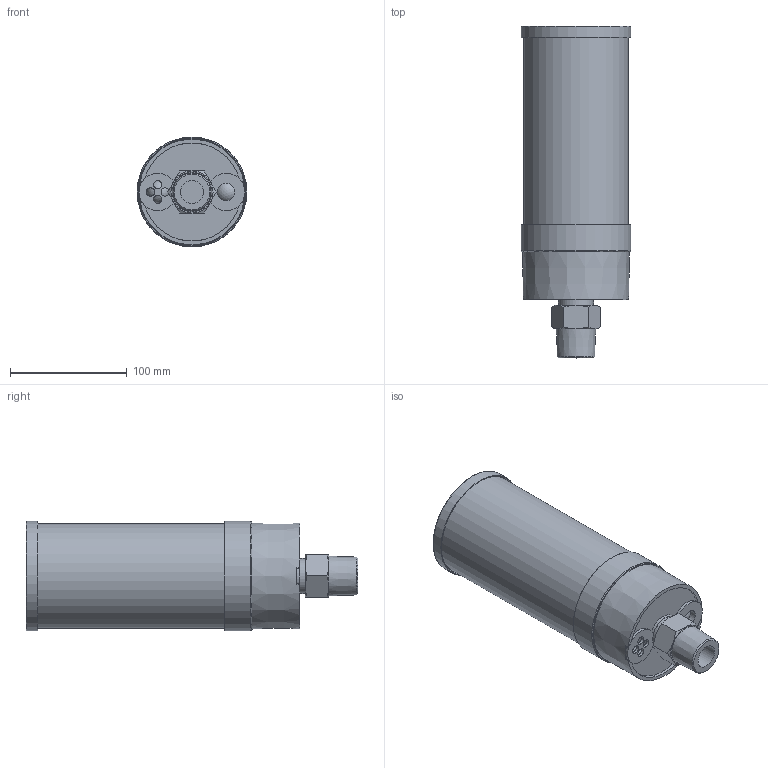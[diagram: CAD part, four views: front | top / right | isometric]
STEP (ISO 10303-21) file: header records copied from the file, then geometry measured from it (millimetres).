
FILE_DESCRIPTION (( 'STEP AP214' ), '1' );
FILE_NAME ('05.0020.90 VV-DV_2L_F_11_P3_XC_N1m.STEP', '2023-01-18T15:52:00', ( '' ), ( '' ), 'SwSTEP 2.0', 'SolidWorks 2020', '' );
FILE_SCHEMA (( 'AUTOMOTIVE_DESIGN' ));
Length unit declared in the file: millimetre
Products named in the file (1): 05.0020.90 VV-DV_2L_F_11_P3_XC_N1m
Bounding box: 94 x 284 x 94 mm (x, y, z)
Volume: 381797.8 mm3; surface area: 241402.6 mm2
Topology: 11 solids, 13 shells, 377 faces, 947 edges, 623 vertices
Faces by surface type: plane 183, cone 98, cylinder 71, torus 11, bspline 10, sphere 4
Full cylindrical faces by diameter (mm): 7 x4, 15 x1, 16 x2, 20 x2, 21 x2, 22 x1, 23.44 x1, 24.12 x3, 26.44 x2, 27.8 x2, 30 x1, 31 x2, 31.5 x1, 31.9 x1, 32 x1, 39 x1, 78 x2, 82.125 x1, 83.5 x1, 87.125 x1, 88.75 x1, 89.2 x1, 90 x1, 91 x2, 94 x2
Entity records: 15638 total; most frequent: CARTESIAN_POINT 2945, DIRECTION 1728, ORIENTED_EDGE 1652, EDGE_CURVE 826, AXIS2_PLACEMENT_3D 726, VERTEX_POINT 588, EDGE_LOOP 522, FACE_OUTER_BOUND 419
